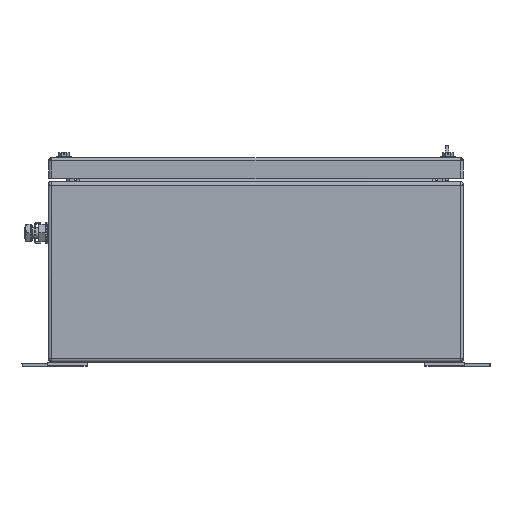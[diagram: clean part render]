
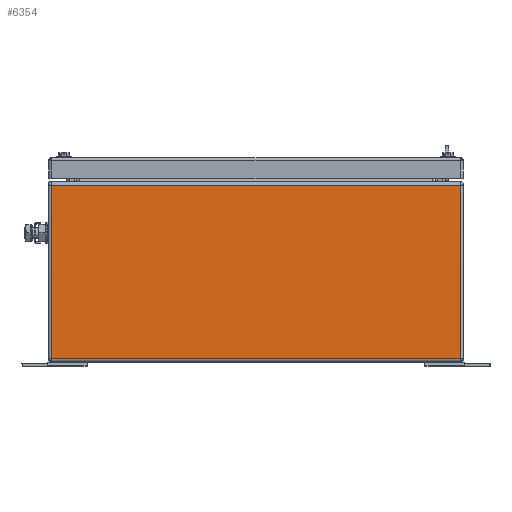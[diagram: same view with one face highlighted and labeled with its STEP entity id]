
A CAD part, front view. The second image highlights one B-rep face of the part: STEP entity #6354.
In plain terms, the highlighted planar face has unit normal (0, -1, 0).
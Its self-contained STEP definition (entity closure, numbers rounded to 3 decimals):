
#6327=AXIS2_PLACEMENT_3D('Plane Axis2P3D',#6324,#6325,#6326) ;
#5714=CARTESIAN_POINT('Vertex',(428.5,0.,176.5)) ;
#5724=CARTESIAN_POINT('Vertex',(28.5,0.,176.5)) ;
#5727=CARTESIAN_POINT('Line Origine',(228.5,0.,176.5)) ;
#6324=CARTESIAN_POINT('Axis2P3D Location',(431.5,0.,180.5)) ;
#6329=CARTESIAN_POINT('Line Origine',(28.5,0.,92.)) ;
#6333=CARTESIAN_POINT('Vertex',(28.5,0.,7.5)) ;
#6336=CARTESIAN_POINT('Line Origine',(228.5,0.,7.5)) ;
#6340=CARTESIAN_POINT('Vertex',(428.5,0.,7.5)) ;
#6343=CARTESIAN_POINT('Line Origine',(428.5,0.,92.)) ;
#5728=DIRECTION('Vector Direction',(1.,0.,0.)) ;
#6325=DIRECTION('Axis2P3D Direction',(0.,1.,0.)) ;
#6326=DIRECTION('Axis2P3D XDirection',(-1.,0.,0.)) ;
#6330=DIRECTION('Vector Direction',(0.,0.,-1.)) ;
#6337=DIRECTION('Vector Direction',(1.,0.,0.)) ;
#6344=DIRECTION('Vector Direction',(0.,0.,1.)) ;
#5729=VECTOR('Line Direction',#5728,1.) ;
#6331=VECTOR('Line Direction',#6330,1.) ;
#6338=VECTOR('Line Direction',#6337,1.) ;
#6345=VECTOR('Line Direction',#6344,1.) ;
#6349=ORIENTED_EDGE('',*,*,#6335,.T.) ;
#6350=ORIENTED_EDGE('',*,*,#6342,.T.) ;
#6351=ORIENTED_EDGE('',*,*,#6347,.T.) ;
#6352=ORIENTED_EDGE('',*,*,#5731,.T.) ;
#6354=ADVANCED_FACE('Body.1',(#6353),#6328,.F.) ;
#5731=EDGE_CURVE('',#5715,#5725,#5730,.F.) ;
#6335=EDGE_CURVE('',#5725,#6334,#6332,.T.) ;
#6342=EDGE_CURVE('',#6334,#6341,#6339,.T.) ;
#6347=EDGE_CURVE('',#6341,#5715,#6346,.T.) ;
#6348=EDGE_LOOP('',(#6349,#6350,#6351,#6352)) ;
#6353=FACE_OUTER_BOUND('',#6348,.T.) ;
#5730=LINE('Line',#5727,#5729) ;
#6332=LINE('Line',#6329,#6331) ;
#6339=LINE('Line',#6336,#6338) ;
#6346=LINE('Line',#6343,#6345) ;
#6328=PLANE('',#6327) ;
#5715=VERTEX_POINT('',#5714) ;
#5725=VERTEX_POINT('',#5724) ;
#6334=VERTEX_POINT('',#6333) ;
#6341=VERTEX_POINT('',#6340) ;
